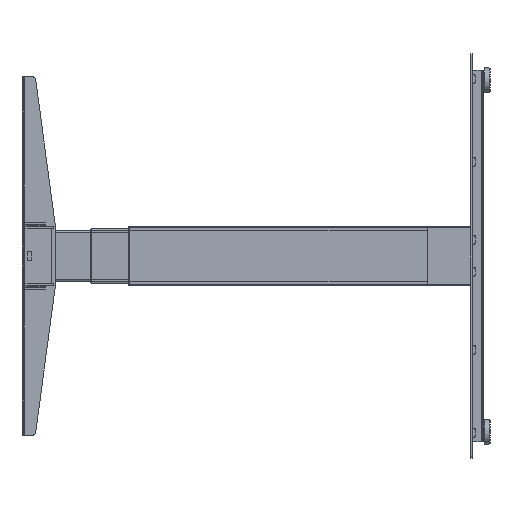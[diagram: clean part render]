
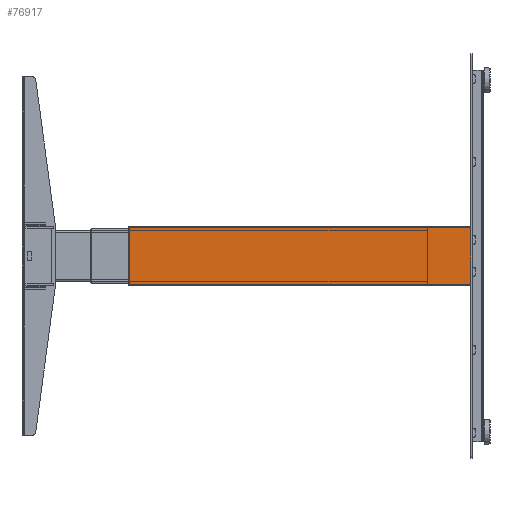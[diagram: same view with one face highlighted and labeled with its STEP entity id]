
A CAD part, left-side view. The second image highlights one B-rep face of the part: STEP entity #76917.
In plain terms, the highlighted planar face has unit normal (-1, 0, 0).
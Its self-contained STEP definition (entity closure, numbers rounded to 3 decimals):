
#993 = VERTEX_POINT ( 'NONE', #82025 ) ;
#2141 = ORIENTED_EDGE ( 'NONE', *, *, #52468, .F. ) ;
#2267 = VECTOR ( 'NONE', #37527, 1000. ) ;
#2355 = VERTEX_POINT ( 'NONE', #80625 ) ;
#2749 = CARTESIAN_POINT ( 'NONE',  ( -597., 543.1, 42.5 ) ) ;
#8752 = DIRECTION ( 'NONE',  ( 0., -1., 0. ) ) ;
#12315 = VECTOR ( 'NONE', #23474, 1000. ) ;
#13827 = ORIENTED_EDGE ( 'NONE', *, *, #79381, .F. ) ;
#15368 = VECTOR ( 'NONE', #8752, 1000. ) ;
#18803 = EDGE_CURVE ( 'NONE', #993, #56706, #22877, .T. ) ;
#21305 = LINE ( 'NONE', #21716, #15368 ) ;
#21716 = CARTESIAN_POINT ( 'NONE',  ( -597., 543.1, 42.5 ) ) ;
#22499 = PLANE ( 'NONE',  #61879 ) ;
#22564 = EDGE_LOOP ( 'NONE', ( #54327, #2141, #13827, #83232 ) ) ;
#22877 = LINE ( 'NONE', #76420, #2267 ) ;
#23474 = DIRECTION ( 'NONE',  ( 0., 0., 1. ) ) ;
#35726 = VECTOR ( 'NONE', #52683, 1000. ) ;
#37527 = DIRECTION ( 'NONE',  ( 0., -1., 0. ) ) ;
#41496 = VERTEX_POINT ( 'NONE', #72947 ) ;
#41562 = EDGE_CURVE ( 'NONE', #56706, #41496, #58741, .T. ) ;
#43631 = DIRECTION ( 'NONE',  ( 0., 0., -1. ) ) ;
#46621 = CARTESIAN_POINT ( 'NONE',  ( -597., 29.1, 42.5 ) ) ;
#50009 = CARTESIAN_POINT ( 'NONE',  ( -597., 29.1, -42.5 ) ) ;
#52468 = EDGE_CURVE ( 'NONE', #2355, #41496, #21305, .T. ) ;
#52683 = DIRECTION ( 'NONE',  ( 0., 0., 1. ) ) ;
#54327 = ORIENTED_EDGE ( 'NONE', *, *, #41562, .T. ) ;
#56152 = CARTESIAN_POINT ( 'NONE',  ( -597., 543.1, 42.5 ) ) ;
#56706 = VERTEX_POINT ( 'NONE', #50009 ) ;
#57026 = DIRECTION ( 'NONE',  ( 1., 0., 0. ) ) ;
#58741 = LINE ( 'NONE', #46621, #35726 ) ;
#61879 = AXIS2_PLACEMENT_3D ( 'NONE', #56152, #57026, #43631 ) ;
#72947 = CARTESIAN_POINT ( 'NONE',  ( -597., 29.1, 42.5 ) ) ;
#75579 = FACE_OUTER_BOUND ( 'NONE', #22564, .T. ) ;
#76142 = LINE ( 'NONE', #2749, #12315 ) ;
#76420 = CARTESIAN_POINT ( 'NONE',  ( -597., 543.1, -42.5 ) ) ;
#76917 = ADVANCED_FACE ( 'NONE', ( #75579 ), #22499, .F. ) ;
#79381 = EDGE_CURVE ( 'NONE', #993, #2355, #76142, .T. ) ;
#80625 = CARTESIAN_POINT ( 'NONE',  ( -597., 543.1, 42.5 ) ) ;
#82025 = CARTESIAN_POINT ( 'NONE',  ( -597., 543.1, -42.5 ) ) ;
#83232 = ORIENTED_EDGE ( 'NONE', *, *, #18803, .T. ) ;
